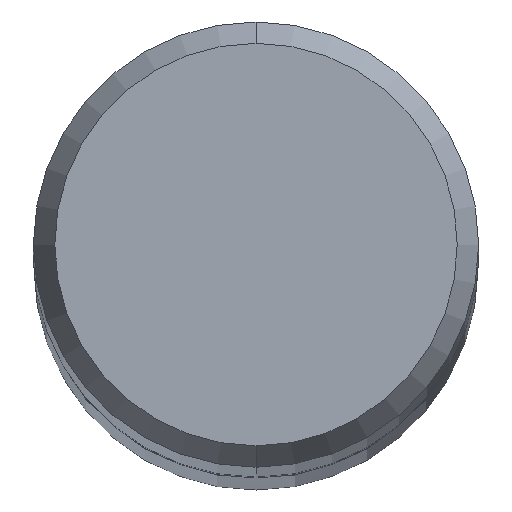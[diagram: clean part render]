
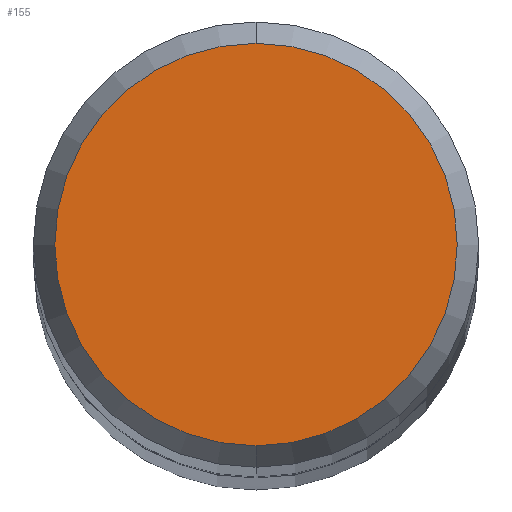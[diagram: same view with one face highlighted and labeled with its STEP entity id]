
A CAD part, top view. The second image highlights one B-rep face of the part: STEP entity #155.
In plain terms, the highlighted planar face has unit normal (0, 0, 1).
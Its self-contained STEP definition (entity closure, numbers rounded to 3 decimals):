
#137=VERTEX_POINT('',#295);
#155=ADVANCED_FACE('',(#313),#314,.T.);
#165=EDGE_CURVE('',#137,#229,#325,.T.);
#225=EDGE_CURVE('',#229,#137,#393,.T.);
#229=VERTEX_POINT('',#397);
#295=CARTESIAN_POINT('',(0.,-2.158,0.0));
#313=FACE_OUTER_BOUND('',#484,.T.);
#314=PLANE('',#485);
#325=CIRCLE('',#503,2.158);
#393=CIRCLE('',#593,2.158);
#397=CARTESIAN_POINT('',(0.0,2.158,0.0));
#484=EDGE_LOOP('',(#683,#684));
#485=AXIS2_PLACEMENT_3D('',#685,#686,#687);
#503=AXIS2_PLACEMENT_3D('',#699,#700,#701);
#593=AXIS2_PLACEMENT_3D('',#789,#790,#791);
#683=ORIENTED_EDGE('',*,*,#225,.F.);
#684=ORIENTED_EDGE('',*,*,#165,.F.);
#685=CARTESIAN_POINT('',(0.0,1.079,0.0));
#686=DIRECTION('',(-0.0,0.0,1.0));
#687=DIRECTION('',(0.0,-1.0,0.0));
#699=CARTESIAN_POINT('',(0.0,0.0,0.0));
#700=DIRECTION('',(0.0,0.0,-1.0));
#701=DIRECTION('',(0.0,1.0,0.0));
#789=CARTESIAN_POINT('',(0.0,0.0,0.0));
#790=DIRECTION('',(0.0,0.0,-1.0));
#791=DIRECTION('',(0.0,1.0,0.0));
